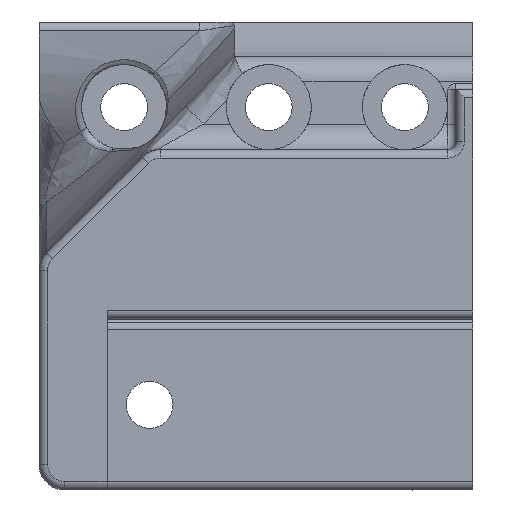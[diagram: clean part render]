
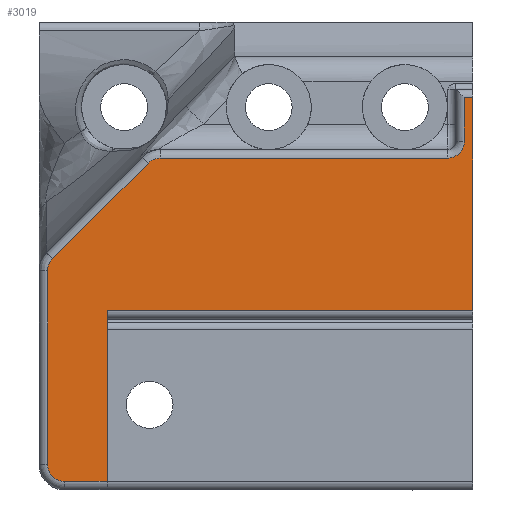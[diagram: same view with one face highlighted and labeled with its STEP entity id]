
A CAD part, left-side view. The second image highlights one B-rep face of the part: STEP entity #3019.
In plain terms, the highlighted planar face has unit normal (-1, 0, 0).
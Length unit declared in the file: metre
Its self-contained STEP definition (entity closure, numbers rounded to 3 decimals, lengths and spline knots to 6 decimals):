
#241=B_SPLINE_CURVE_WITH_KNOTS('',3,(#5433,#5434,#5435,#5436),
 .UNSPECIFIED.,.F.,.F.,(4,4),(0.,0.001587),.UNSPECIFIED.);
#242=B_SPLINE_CURVE_WITH_KNOTS('',3,(#5438,#5439,#5440,#5441),
 .UNSPECIFIED.,.F.,.F.,(4,4),(0.,0.015899),
 .UNSPECIFIED.);
#243=B_SPLINE_CURVE_WITH_KNOTS('',3,(#5443,#5444,#5445,#5446),
 .UNSPECIFIED.,.F.,.F.,(4,4),(0.,0.001587),.UNSPECIFIED.);
#384=CIRCLE('',#3307,0.002);
#385=CIRCLE('',#3308,0.002);
#769=ORIENTED_EDGE('',*,*,#1616,.F.);
#770=ORIENTED_EDGE('',*,*,#1617,.T.);
#771=ORIENTED_EDGE('',*,*,#1385,.T.);
#772=ORIENTED_EDGE('',*,*,#1618,.T.);
#773=ORIENTED_EDGE('',*,*,#1619,.T.);
#774=ORIENTED_EDGE('',*,*,#1620,.T.);
#775=ORIENTED_EDGE('',*,*,#1621,.T.);
#776=ORIENTED_EDGE('',*,*,#1622,.T.);
#777=ORIENTED_EDGE('',*,*,#1623,.T.);
#778=ORIENTED_EDGE('',*,*,#1624,.T.);
#779=ORIENTED_EDGE('',*,*,#1625,.T.);
#780=ORIENTED_EDGE('',*,*,#1626,.T.);
#781=ORIENTED_EDGE('',*,*,#1627,.T.);
#1385=EDGE_CURVE('',#1834,#1835,#2134,.T.);
#1616=EDGE_CURVE('',#2029,#2030,#2212,.T.);
#1617=EDGE_CURVE('',#2029,#1834,#2213,.T.);
#1618=EDGE_CURVE('',#1835,#2031,#2214,.F.);
#1619=EDGE_CURVE('',#2031,#2032,#2215,.T.);
#1620=EDGE_CURVE('',#2032,#2033,#384,.T.);
#1621=EDGE_CURVE('',#2033,#2034,#2216,.T.);
#1622=EDGE_CURVE('',#2034,#2035,#241,.T.);
#1623=EDGE_CURVE('',#2035,#2036,#242,.T.);
#1624=EDGE_CURVE('',#2036,#2037,#243,.T.);
#1625=EDGE_CURVE('',#2037,#2038,#2217,.F.);
#1626=EDGE_CURVE('',#2038,#2039,#385,.F.);
#1627=EDGE_CURVE('',#2039,#2030,#2218,.T.);
#1834=VERTEX_POINT('',#4337);
#1835=VERTEX_POINT('',#4338);
#2029=VERTEX_POINT('',#5422);
#2030=VERTEX_POINT('',#5423);
#2031=VERTEX_POINT('',#5426);
#2032=VERTEX_POINT('',#5428);
#2033=VERTEX_POINT('',#5430);
#2034=VERTEX_POINT('',#5432);
#2035=VERTEX_POINT('',#5437);
#2036=VERTEX_POINT('',#5442);
#2037=VERTEX_POINT('',#5447);
#2038=VERTEX_POINT('',#5449);
#2039=VERTEX_POINT('',#5451);
#2134=LINE('',#4336,#2256);
#2212=LINE('',#5421,#2334);
#2213=LINE('',#5424,#2335);
#2214=LINE('',#5425,#2336);
#2215=LINE('',#5427,#2337);
#2216=LINE('',#5431,#2338);
#2217=LINE('',#5448,#2339);
#2218=LINE('',#5452,#2340);
#2256=VECTOR('',#3532,1.);
#2334=VECTOR('',#3848,1.);
#2335=VECTOR('',#3849,1.);
#2336=VECTOR('',#3850,1.);
#2337=VECTOR('',#3851,1.);
#2338=VECTOR('',#3854,1.);
#2339=VECTOR('',#3855,1.);
#2340=VECTOR('',#3858,1.);
#2445=EDGE_LOOP('',(#769,#770,#771,#772,#773,#774,#775,#776,#777,#778,#779,
#780,#781));
#2722=FACE_BOUND('',#2445,.T.);
#2946=PLANE('',#3306);
#3019=ADVANCED_FACE('',(#2722),#2946,.F.);
#3306=AXIS2_PLACEMENT_3D('',#5420,#3846,#3847);
#3307=AXIS2_PLACEMENT_3D('',#5429,#3852,#3853);
#3308=AXIS2_PLACEMENT_3D('',#5450,#3856,#3857);
#3532=DIRECTION('',(0.,0.,1.));
#3846=DIRECTION('',(1.,0.,0.));
#3847=DIRECTION('',(0.,1.,0.));
#3848=DIRECTION('',(0.,0.,-1.));
#3849=DIRECTION('',(0.,-1.,0.));
#3850=DIRECTION('',(0.,-1.,0.));
#3851=DIRECTION('',(0.,0.,-1.));
#3852=DIRECTION('',(1.,0.,0.));
#3853=DIRECTION('',(0.,1.,0.));
#3854=DIRECTION('',(0.,1.,0.));
#3855=DIRECTION('',(0.,0.,1.));
#3856=DIRECTION('',(1.,0.,0.));
#3857=DIRECTION('',(0.,1.,0.));
#3858=DIRECTION('',(0.,-1.,0.));
#4336=CARTESIAN_POINT('',(-0.01015,0.098846,-0.008355));
#4337=CARTESIAN_POINT('',(-0.01015,0.098846,-0.022524));
#4338=CARTESIAN_POINT('',(-0.01015,0.098846,0.0025));
#5420=CARTESIAN_POINT('',(-0.01015,0.149848,-0.008355));
#5421=CARTESIAN_POINT('',(-0.01015,0.141846,-0.0336));
#5422=CARTESIAN_POINT('',(-0.01015,0.141846,-0.022524));
#5423=CARTESIAN_POINT('',(-0.01015,0.141846,-0.0426));
#5424=CARTESIAN_POINT('',(-0.01015,0.141848,-0.022524));
#5425=CARTESIAN_POINT('',(-0.01015,0.100846,0.0025));
#5426=CARTESIAN_POINT('',(-0.01015,0.099846,0.0025));
#5427=CARTESIAN_POINT('',(-0.01015,0.099846,-0.008355));
#5428=CARTESIAN_POINT('',(-0.01015,0.099846,-0.0026));
#5429=CARTESIAN_POINT('',(-0.01015,0.101846,-0.0026));
#5430=CARTESIAN_POINT('',(-0.01015,0.101846,-0.0046));
#5431=CARTESIAN_POINT('',(-0.01015,0.135603,-0.0046));
#5432=CARTESIAN_POINT('',(-0.01015,0.135603,-0.0046));
#5433=CARTESIAN_POINT('',(-0.01015,0.135603,-0.0046));
#5434=CARTESIAN_POINT('',(-0.01015,0.136132,-0.0046));
#5435=CARTESIAN_POINT('',(-0.01015,0.136643,-0.004812));
#5436=CARTESIAN_POINT('',(-0.01015,0.137017,-0.005186));
#5437=CARTESIAN_POINT('',(-0.01015,0.137017,-0.005186));
#5438=CARTESIAN_POINT('',(-0.01015,0.137017,-0.005186));
#5439=CARTESIAN_POINT('',(-0.01015,0.140765,-0.008933));
#5440=CARTESIAN_POINT('',(-0.01015,0.144512,-0.012681));
#5441=CARTESIAN_POINT('',(-0.01015,0.14826,-0.016428));
#5442=CARTESIAN_POINT('',(-0.01015,0.14826,-0.016428));
#5443=CARTESIAN_POINT('',(-0.01015,0.14826,-0.016428));
#5444=CARTESIAN_POINT('',(-0.01015,0.148634,-0.016802));
#5445=CARTESIAN_POINT('',(-0.01015,0.148846,-0.017313));
#5446=CARTESIAN_POINT('',(-0.01015,0.148846,-0.017842));
#5447=CARTESIAN_POINT('',(-0.01015,0.148846,-0.017842));
#5448=CARTESIAN_POINT('',(-0.01015,0.148846,-0.0406));
#5449=CARTESIAN_POINT('',(-0.01015,0.148846,-0.0406));
#5450=CARTESIAN_POINT('',(-0.01015,0.146846,-0.0406));
#5451=CARTESIAN_POINT('',(-0.01015,0.146846,-0.0426));
#5452=CARTESIAN_POINT('',(-0.01015,0.149848,-0.0426));
